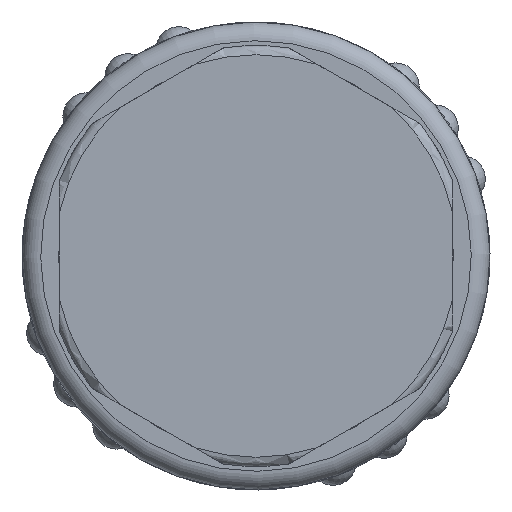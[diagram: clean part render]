
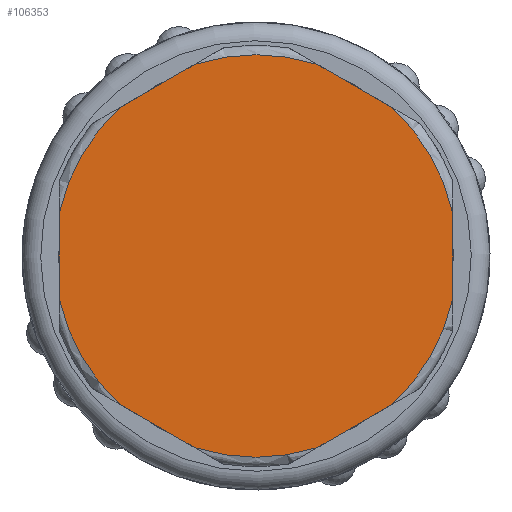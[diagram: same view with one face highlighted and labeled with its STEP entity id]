
A CAD part, left-side view. The second image highlights one B-rep face of the part: STEP entity #106353.
In plain terms, the highlighted planar face has unit normal (-1, 0, 0).
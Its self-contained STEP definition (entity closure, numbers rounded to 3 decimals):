
#105031=CARTESIAN_POINT('',(0.0,7.246,-7.941));
#105032=VERTEX_POINT('',#105031);
#105033=CARTESIAN_POINT('',(0.0,3.254,-10.246));
#105034=VERTEX_POINT('',#105033);
#105035=CARTESIAN_POINT('',(0.,7.246,-7.941));
#105036=DIRECTION('',(0.0,-0.866,-0.5));
#105037=VECTOR('',#105036,4.61);
#105038=LINE('',#105035,#105037);
#105039=EDGE_CURVE('',#105032,#105034,#105038,.T.);
#105163=CARTESIAN_POINT('',(0.0,-3.254,-10.246));
#105164=VERTEX_POINT('',#105163);
#105165=CARTESIAN_POINT('',(0.0,-7.246,-7.941));
#105166=VERTEX_POINT('',#105165);
#105167=CARTESIAN_POINT('',(0.,-3.254,-10.246));
#105168=DIRECTION('',(0.0,-0.866,0.5));
#105169=VECTOR('',#105168,4.61);
#105170=LINE('',#105167,#105169);
#105171=EDGE_CURVE('',#105164,#105166,#105170,.T.);
#105295=CARTESIAN_POINT('',(0.0,-10.5,-2.305));
#105296=VERTEX_POINT('',#105295);
#105297=CARTESIAN_POINT('',(0.0,-10.5,2.305));
#105298=VERTEX_POINT('',#105297);
#105299=CARTESIAN_POINT('',(0.,-10.5,-2.305));
#105300=DIRECTION('',(0.0,0.0,1.0));
#105301=VECTOR('',#105300,4.61);
#105302=LINE('',#105299,#105301);
#105303=EDGE_CURVE('',#105296,#105298,#105302,.T.);
#105427=CARTESIAN_POINT('',(0.0,-7.246,7.941));
#105428=VERTEX_POINT('',#105427);
#105429=CARTESIAN_POINT('',(0.0,-3.254,10.246));
#105430=VERTEX_POINT('',#105429);
#105431=CARTESIAN_POINT('',(0.,-7.246,7.941));
#105432=DIRECTION('',(0.0,0.866,0.5));
#105433=VECTOR('',#105432,4.61);
#105434=LINE('',#105431,#105433);
#105435=EDGE_CURVE('',#105428,#105430,#105434,.T.);
#105559=CARTESIAN_POINT('',(0.0,3.254,10.246));
#105560=VERTEX_POINT('',#105559);
#105561=CARTESIAN_POINT('',(0.0,7.246,7.941));
#105562=VERTEX_POINT('',#105561);
#105563=CARTESIAN_POINT('',(0.,3.254,10.246));
#105564=DIRECTION('',(0.0,0.866,-0.5));
#105565=VECTOR('',#105564,4.61);
#105566=LINE('',#105563,#105565);
#105567=EDGE_CURVE('',#105560,#105562,#105566,.T.);
#106106=CARTESIAN_POINT('',(0.0,10.5,-2.305));
#106107=VERTEX_POINT('',#106106);
#106108=CARTESIAN_POINT('',(0.0,0.0,0.0));
#106109=DIRECTION('',(1.0,0.0,0.0));
#106110=DIRECTION('',(0.0,1.0,0.0));
#106111=AXIS2_PLACEMENT_3D('',#106108,#106109,#106110);
#106112=CIRCLE('',#106111,10.75);
#106113=EDGE_CURVE('',#105032,#106107,#106112,.T.);
#106141=CARTESIAN_POINT('',(0.0,10.5,2.305));
#106142=VERTEX_POINT('',#106141);
#106158=CARTESIAN_POINT('',(0.0,0.0,0.0));
#106159=DIRECTION('',(1.0,0.0,0.0));
#106160=DIRECTION('',(0.0,1.0,0.0));
#106161=AXIS2_PLACEMENT_3D('',#106158,#106159,#106160);
#106162=CIRCLE('',#106161,10.75);
#106163=EDGE_CURVE('',#106142,#105562,#106162,.T.);
#106176=CARTESIAN_POINT('',(0.0,0.0,0.0));
#106177=DIRECTION('',(1.0,0.0,0.0));
#106178=DIRECTION('',(0.0,1.0,0.0));
#106179=AXIS2_PLACEMENT_3D('',#106176,#106177,#106178);
#106180=CIRCLE('',#106179,10.75);
#106181=EDGE_CURVE('',#105560,#105430,#106180,.T.);
#106194=CARTESIAN_POINT('',(0.0,0.0,0.0));
#106195=DIRECTION('',(1.0,0.0,0.0));
#106196=DIRECTION('',(0.0,1.0,0.0));
#106197=AXIS2_PLACEMENT_3D('',#106194,#106195,#106196);
#106198=CIRCLE('',#106197,10.75);
#106199=EDGE_CURVE('',#105428,#105298,#106198,.T.);
#106212=CARTESIAN_POINT('',(0.0,0.0,0.0));
#106213=DIRECTION('',(1.0,0.0,0.0));
#106214=DIRECTION('',(0.0,1.0,0.0));
#106215=AXIS2_PLACEMENT_3D('',#106212,#106213,#106214);
#106216=CIRCLE('',#106215,10.75);
#106217=EDGE_CURVE('',#105296,#105166,#106216,.T.);
#106227=CARTESIAN_POINT('',(0.,10.5,2.305));
#106228=DIRECTION('',(0.0,0.0,-1.0));
#106229=VECTOR('',#106228,4.61);
#106230=LINE('',#106227,#106229);
#106231=EDGE_CURVE('',#106142,#106107,#106230,.T.);
#106328=CARTESIAN_POINT('',(0.,8.55,0.0));
#106329=DIRECTION('',(-1.0,0.0,0.0));
#106330=DIRECTION('',(0.0,0.0,1.0));
#106331=AXIS2_PLACEMENT_3D('',#106328,#106329,#106330);
#106332=PLANE('',#106331);
#106333=ORIENTED_EDGE('',*,*,#105039,.T.);
#106334=CARTESIAN_POINT('',(0.0,0.0,0.0));
#106335=DIRECTION('',(1.0,0.0,0.0));
#106336=DIRECTION('',(0.0,1.0,0.0));
#106337=AXIS2_PLACEMENT_3D('',#106334,#106335,#106336);
#106338=CIRCLE('',#106337,10.75);
#106339=EDGE_CURVE('',#105164,#105034,#106338,.T.);
#106340=ORIENTED_EDGE('',*,*,#106339,.F.);
#106341=ORIENTED_EDGE('',*,*,#105171,.T.);
#106342=ORIENTED_EDGE('',*,*,#106217,.F.);
#106343=ORIENTED_EDGE('',*,*,#105303,.T.);
#106344=ORIENTED_EDGE('',*,*,#106199,.F.);
#106345=ORIENTED_EDGE('',*,*,#105435,.T.);
#106346=ORIENTED_EDGE('',*,*,#106181,.F.);
#106347=ORIENTED_EDGE('',*,*,#105567,.T.);
#106348=ORIENTED_EDGE('',*,*,#106163,.F.);
#106349=ORIENTED_EDGE('',*,*,#106231,.T.);
#106350=ORIENTED_EDGE('',*,*,#106113,.F.);
#106351=EDGE_LOOP('',(#106333,#106340,#106341,#106342,#106343,#106344,#106345,#106346,#106347,#106348,#106349,#106350));
#106352=FACE_OUTER_BOUND('',#106351,.T.);
#106353=ADVANCED_FACE('',(#106352),#106332,.T.);
